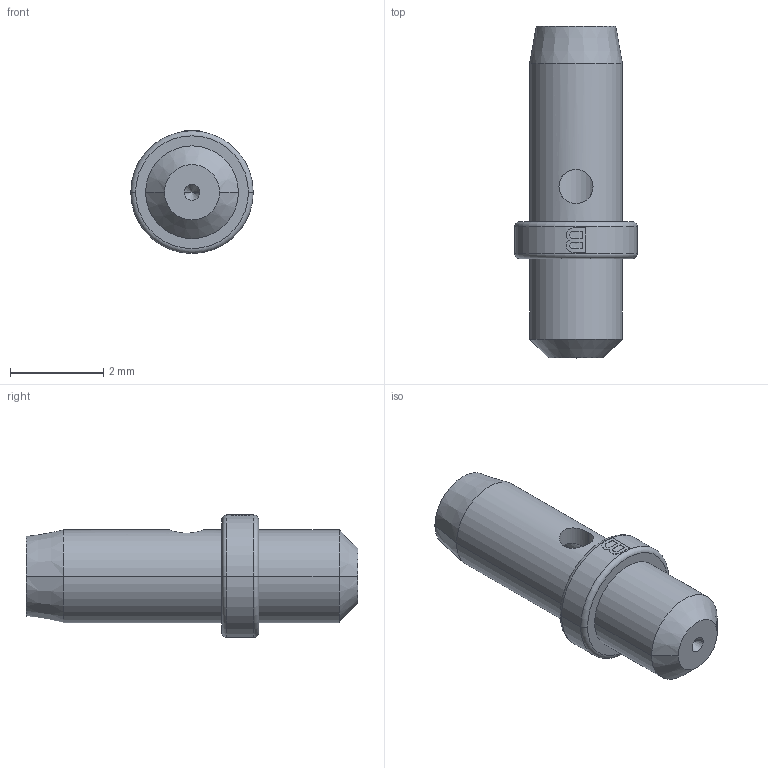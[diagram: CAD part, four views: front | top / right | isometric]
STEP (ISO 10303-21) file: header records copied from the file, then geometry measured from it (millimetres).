
FILE_DESCRIPTION((''),'2;1');
FILE_NAME('00110420302','2019-09-05T',('presta_be4'),(''),'PRO/ENGINEER BY PARAMETRIC TECHNOLOGY CORPORATION, 2014310','PRO/ENGINEER BY PARAMETRIC TECHNOLOGY CORPORATION, 2014310','');
FILE_SCHEMA(('CONFIG_CONTROL_DESIGN'));
Length unit declared in the file: millimetre
Products named in the file (1): 00110420302
Bounding box: 2.63 x 7.12 x 2.64 mm (x, y, z)
Volume: 17.3 mm3; surface area: 71.3 mm2
Topology: 1 solids, 1 shells, 70 faces, 177 edges, 112 vertices
Faces by surface type: plane 43, cylinder 13, cone 10, torus 4
Entity records: 2265 total; most frequent: CARTESIAN_POINT 629, ORIENTED_EDGE 346, DIRECTION 301, EDGE_CURVE 173, AXIS2_PLACEMENT_3D 114, VERTEX_POINT 112, EDGE_LOOP 79, VECTOR 73
